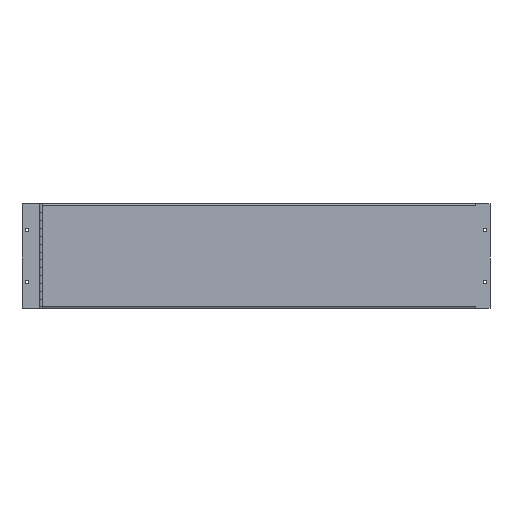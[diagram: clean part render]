
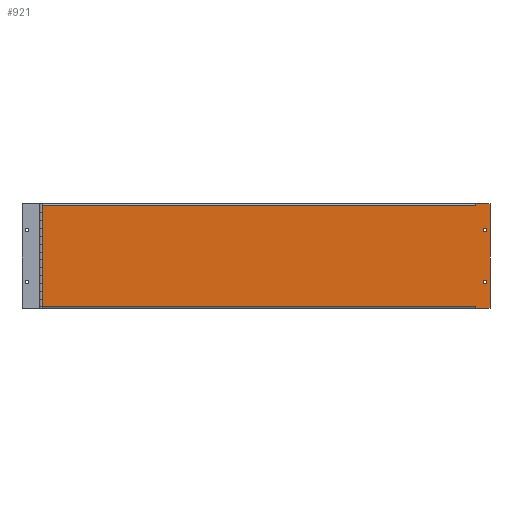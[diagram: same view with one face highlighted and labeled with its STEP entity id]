
A CAD part, top view. The second image highlights one B-rep face of the part: STEP entity #921.
In plain terms, the highlighted planar face has unit normal (0, 0, 1).
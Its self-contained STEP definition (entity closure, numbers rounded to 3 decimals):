
#657=FACE_BOUND('',#1186,.T.);
#658=FACE_BOUND('',#1187,.T.);
#659=FACE_BOUND('',#1188,.T.);
#790=PLANE('',#3356);
#921=ADVANCED_FACE('F2',(#657,#658,#659),#790,.F.);
#1186=EDGE_LOOP('',(#1955,#1956,#1957,#1958,#1959,#1960,#1961,#1962));
#1187=EDGE_LOOP('',(#1963));
#1188=EDGE_LOOP('',(#1964));
#1261=CIRCLE('',#3324,3.5);
#1263=CIRCLE('',#3327,3.5);
#1955=ORIENTED_EDGE('',*,*,#2585,.F.);
#1956=ORIENTED_EDGE('',*,*,#2583,.F.);
#1957=ORIENTED_EDGE('',*,*,#2557,.F.);
#1958=ORIENTED_EDGE('',*,*,#2539,.F.);
#1959=ORIENTED_EDGE('',*,*,#2536,.F.);
#1960=ORIENTED_EDGE('',*,*,#2533,.F.);
#1961=ORIENTED_EDGE('',*,*,#2530,.F.);
#1962=ORIENTED_EDGE('',*,*,#2586,.F.);
#1963=ORIENTED_EDGE('',*,*,#2526,.F.);
#1964=ORIENTED_EDGE('',*,*,#2523,.F.);
#2185=VERTEX_POINT('',#4673);
#2187=VERTEX_POINT('',#4679);
#2189=VERTEX_POINT('',#4685);
#2192=VERTEX_POINT('',#4690);
#2193=VERTEX_POINT('',#4694);
#2196=VERTEX_POINT('',#4701);
#2197=VERTEX_POINT('',#4706);
#2211=VERTEX_POINT('',#4746);
#2228=VERTEX_POINT('',#4799);
#2229=VERTEX_POINT('',#4803);
#2523=EDGE_CURVE('E9',#2185,#2185,#1261,.T.);
#2526=EDGE_CURVE('E10',#2187,#2187,#1263,.T.);
#2530=EDGE_CURVE('E12',#2192,#2189,#2821,.T.);
#2533=EDGE_CURVE('E13',#2189,#2193,#2824,.T.);
#2536=EDGE_CURVE('E14',#2193,#2196,#2827,.T.);
#2539=EDGE_CURVE('E15',#2196,#2197,#2829,.T.);
#2557=EDGE_CURVE('E16',#2197,#2211,#2846,.T.);
#2583=EDGE_CURVE('E17',#2211,#2228,#2866,.T.);
#2585=EDGE_CURVE('E18',#2228,#2229,#2867,.T.);
#2586=EDGE_CURVE('E11',#2229,#2192,#2868,.T.);
#2821=LINE('',#4691,#3101);
#2824=LINE('',#4697,#3104);
#2827=LINE('',#4703,#3107);
#2829=LINE('',#4709,#3109);
#2846=LINE('',#4745,#3126);
#2866=LINE('',#4798,#3146);
#2867=LINE('',#4802,#3147);
#2868=LINE('',#4804,#3148);
#3101=VECTOR('',#3954,1.);
#3104=VECTOR('',#3959,1.);
#3107=VECTOR('',#3964,1.);
#3109=VECTOR('',#3970,1.);
#3126=VECTOR('',#4001,1.);
#3146=VECTOR('',#4049,1.);
#3147=VECTOR('',#4054,1.);
#3148=VECTOR('',#4055,1.);
#3324=AXIS2_PLACEMENT_3D('',#4676,#3940,#3941);
#3327=AXIS2_PLACEMENT_3D('',#4682,#3947,#3948);
#3356=AXIS2_PLACEMENT_3D('',#4805,#4056,#4057);
#3940=DIRECTION('',(0.,0.,1.));
#3941=DIRECTION('',(1.,0.,0.));
#3947=DIRECTION('',(0.,0.,1.));
#3948=DIRECTION('',(1.,0.,0.));
#3954=DIRECTION('',(1.,0.,0.));
#3959=DIRECTION('',(0.,-1.,0.));
#3964=DIRECTION('',(-1.,0.,0.));
#3970=DIRECTION('',(0.,1.,0.));
#4001=DIRECTION('',(-1.,0.,0.));
#4049=DIRECTION('',(0.,1.,0.));
#4054=DIRECTION('',(1.,0.,0.));
#4055=DIRECTION('',(0.,1.,0.));
#4056=DIRECTION('',(0.,0.,-1.));
#4057=DIRECTION('',(0.,-1.,0.));
#4673=CARTESIAN_POINT('',(-284.021,-1146.305,64.137));
#4676=CARTESIAN_POINT('',(-287.521,-1146.305,64.137));
#4679=CARTESIAN_POINT('',(-284.021,-1246.305,64.137));
#4682=CARTESIAN_POINT('',(-287.521,-1246.305,64.137));
#4685=CARTESIAN_POINT('',(-278.021,-1096.555,64.137));
#4690=CARTESIAN_POINT('',(-305.521,-1096.555,64.137));
#4691=CARTESIAN_POINT('',(-291.771,-1096.555,64.137));
#4694=CARTESIAN_POINT('',(-278.021,-1296.055,64.137));
#4697=CARTESIAN_POINT('',(-278.021,-1246.305,64.137));
#4701=CARTESIAN_POINT('',(-305.521,-1296.055,64.137));
#4703=CARTESIAN_POINT('',(-291.771,-1296.055,64.137));
#4706=CARTESIAN_POINT('',(-305.521,-1293.255,64.137));
#4709=CARTESIAN_POINT('',(-305.522,-1096.525,64.137));
#4745=CARTESIAN_POINT('',(-505.491,-1293.255,64.137));
#4746=CARTESIAN_POINT('',(-1134.52,-1293.255,64.137));
#4798=CARTESIAN_POINT('',(-1134.519,-1411.03,64.137));
#4799=CARTESIAN_POINT('',(-1134.521,-1099.355,64.137));
#4802=CARTESIAN_POINT('',(-1134.551,-1099.355,64.137));
#4803=CARTESIAN_POINT('',(-305.521,-1099.355,64.137));
#4804=CARTESIAN_POINT('',(-305.521,-1097.955,64.137));
#4805=CARTESIAN_POINT('',(-477.991,-1096.525,64.137));
